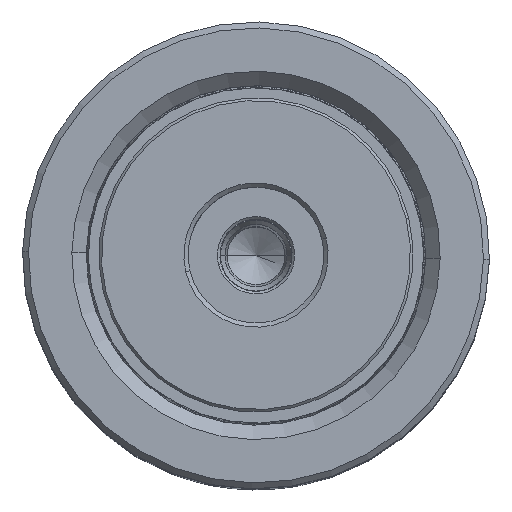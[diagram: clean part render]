
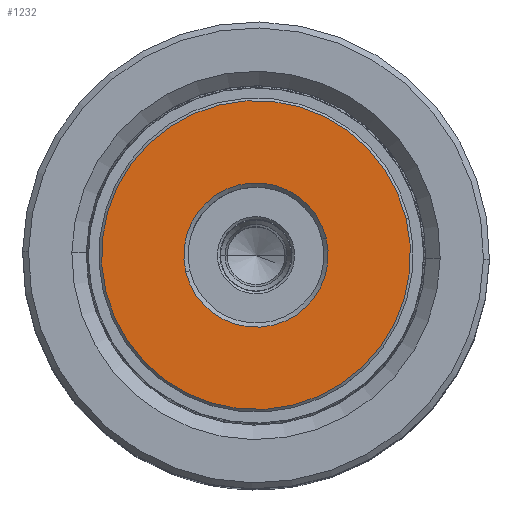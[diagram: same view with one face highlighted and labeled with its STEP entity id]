
A CAD part, top view. The second image highlights one B-rep face of the part: STEP entity #1232.
In plain terms, the highlighted face is planar.
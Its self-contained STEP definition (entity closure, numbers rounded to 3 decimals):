
#1232 = ADVANCED_FACE ( 'NONE', ( #55365, #4036 ), #56265, .F. ) ;
#1843 = AXIS2_PLACEMENT_3D ( 'NONE', #48693, #11575, #6327 ) ;
#4036 = FACE_BOUND ( 'NONE', #29094, .T. ) ;
#4956 = CARTESIAN_POINT ( 'NONE',  ( 0., 0., 0. ) ) ;
#5646 = DIRECTION ( 'NONE',  ( 1., 0., 0. ) ) ;
#6327 = DIRECTION ( 'NONE',  ( 1., 0., 0. ) ) ;
#6352 = CARTESIAN_POINT ( 'NONE',  ( 0., 0., 0. ) ) ;
#10112 = VERTEX_POINT ( 'NONE', #18728 ) ;
#10382 = AXIS2_PLACEMENT_3D ( 'NONE', #4956, #60905, #13921 ) ;
#10959 = DIRECTION ( 'NONE',  ( 0., 0., 1. ) ) ;
#11055 = CIRCLE ( 'NONE', #18921, 18.2 ) ;
#11575 = DIRECTION ( 'NONE',  ( 0., 0., 1. ) ) ;
#12659 = ORIENTED_EDGE ( 'NONE', *, *, #34041, .T. ) ;
#13628 = CIRCLE ( 'NONE', #1843, 8.5 ) ;
#13921 = DIRECTION ( 'NONE',  ( 1., 0., 0. ) ) ;
#16138 = EDGE_CURVE ( 'NONE', #35844, #19832, #13628, .T. ) ;
#16817 = AXIS2_PLACEMENT_3D ( 'NONE', #6352, #25203, #44066 ) ;
#18728 = CARTESIAN_POINT ( 'NONE',  ( 18.2, 0., 0. ) ) ;
#18921 = AXIS2_PLACEMENT_3D ( 'NONE', #29108, #23874, #5646 ) ;
#19832 = VERTEX_POINT ( 'NONE', #59558 ) ;
#23874 = DIRECTION ( 'NONE',  ( 0., 0., -1. ) ) ;
#25203 = DIRECTION ( 'NONE',  ( 0., 0., -1. ) ) ;
#26908 = ORIENTED_EDGE ( 'NONE', *, *, #31292, .T. ) ;
#29094 = EDGE_LOOP ( 'NONE', ( #12659, #56170 ) ) ;
#29108 = CARTESIAN_POINT ( 'NONE',  ( 0., 0., 0. ) ) ;
#29800 = DIRECTION ( 'NONE',  ( 1., 0., 0. ) ) ;
#30894 = CIRCLE ( 'NONE', #36775, 8.5 ) ;
#31292 = EDGE_CURVE ( 'NONE', #54885, #10112, #56284, .T. ) ;
#32417 = ORIENTED_EDGE ( 'NONE', *, *, #49071, .T. ) ;
#34041 = EDGE_CURVE ( 'NONE', #19832, #35844, #30894, .T. ) ;
#35844 = VERTEX_POINT ( 'NONE', #40348 ) ;
#36775 = AXIS2_PLACEMENT_3D ( 'NONE', #43726, #10959, #29800 ) ;
#37474 = EDGE_LOOP ( 'NONE', ( #32417, #26908 ) ) ;
#40348 = CARTESIAN_POINT ( 'NONE',  ( 8.5, 0., 0. ) ) ;
#43389 = CARTESIAN_POINT ( 'NONE',  ( -18.2, 0., 0. ) ) ;
#43726 = CARTESIAN_POINT ( 'NONE',  ( 0., 0., 0. ) ) ;
#44066 = DIRECTION ( 'NONE',  ( 1., 0., 0. ) ) ;
#48693 = CARTESIAN_POINT ( 'NONE',  ( 0., 0., 0. ) ) ;
#49071 = EDGE_CURVE ( 'NONE', #10112, #54885, #11055, .T. ) ;
#54885 = VERTEX_POINT ( 'NONE', #43389 ) ;
#55365 = FACE_OUTER_BOUND ( 'NONE', #37474, .T. ) ;
#56170 = ORIENTED_EDGE ( 'NONE', *, *, #16138, .T. ) ;
#56265 = PLANE ( 'NONE',  #10382 ) ;
#56284 = CIRCLE ( 'NONE', #16817, 18.2 ) ;
#59558 = CARTESIAN_POINT ( 'NONE',  ( -8.5, 0., 0. ) ) ;
#60905 = DIRECTION ( 'NONE',  ( 0., 0., 1. ) ) ;
